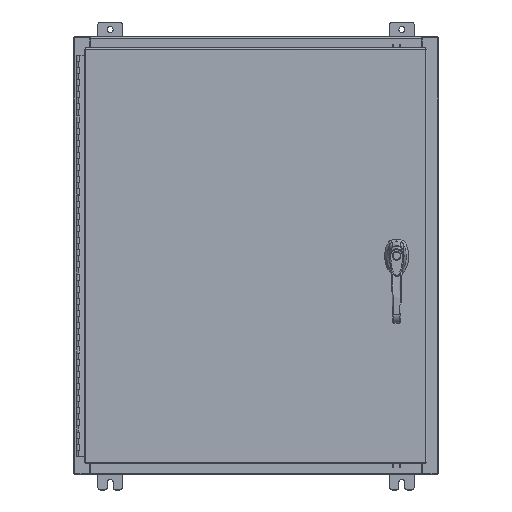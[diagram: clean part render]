
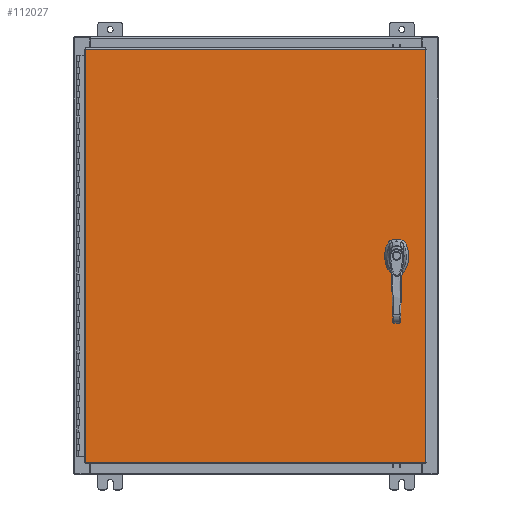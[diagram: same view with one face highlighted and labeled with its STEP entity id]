
A CAD part, top view. The second image highlights one B-rep face of the part: STEP entity #112027.
In plain terms, the highlighted planar face has unit normal (0, 0, 1).
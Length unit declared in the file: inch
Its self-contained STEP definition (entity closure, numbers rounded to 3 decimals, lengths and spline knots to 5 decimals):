
#326 = CARTESIAN_POINT ( 'NONE',  ( -13.9903, 17.0063, 0. ) ) ;
#2360 = ORIENTED_EDGE ( 'NONE', *, *, #27586, .F. ) ;
#2861 = CARTESIAN_POINT ( 'NONE',  ( 11.578, 0., 0. ) ) ;
#4474 = CIRCLE ( 'NONE', #124366, 0.1715 ) ;
#6822 = DIRECTION ( 'NONE',  ( 1., 0., 0. ) ) ;
#8656 = VERTEX_POINT ( 'NONE', #69377 ) ;
#9676 = LINE ( 'NONE', #73200, #80130 ) ;
#9885 = CARTESIAN_POINT ( 'NONE',  ( 13.9903, -17.0063, 0. ) ) ;
#10312 = DIRECTION ( 'NONE',  ( 0., 1., 0. ) ) ;
#10826 = CARTESIAN_POINT ( 'NONE',  ( 11.981, -0.20023, 0. ) ) ;
#12413 = VERTEX_POINT ( 'NONE', #93908 ) ;
#12524 = DIRECTION ( 'NONE',  ( 1., 0., 0. ) ) ;
#14505 = CARTESIAN_POINT ( 'NONE',  ( 11.4065, -1.338, 0. ) ) ;
#15035 = CARTESIAN_POINT ( 'NONE',  ( 11.77823, 0.403, 0. ) ) ;
#15441 = VERTEX_POINT ( 'NONE', #122699 ) ;
#16059 = VECTOR ( 'NONE', #119126, 39.37008 ) ;
#16664 = DIRECTION ( 'NONE',  ( 0., -1., 0. ) ) ;
#16838 = VECTOR ( 'NONE', #90443, 39.37008 ) ;
#18944 = CARTESIAN_POINT ( 'NONE',  ( 11.578, 0., 0. ) ) ;
#18988 = DIRECTION ( 'NONE',  ( -1., 0., 0. ) ) ;
#20001 = CARTESIAN_POINT ( 'NONE',  ( 0., -0.403, 0. ) ) ;
#21149 = AXIS2_PLACEMENT_3D ( 'NONE', #55844, #122988, #65478 ) ;
#25038 = EDGE_CURVE ( 'NONE', #50668, #87937, #33493, .T. ) ;
#25652 = VERTEX_POINT ( 'NONE', #15035 ) ;
#26259 = ORIENTED_EDGE ( 'NONE', *, *, #53626, .F. ) ;
#27586 = EDGE_CURVE ( 'NONE', #25652, #82773, #93298, .T. ) ;
#27631 = EDGE_LOOP ( 'NONE', ( #96566, #75794 ) ) ;
#28561 = DIRECTION ( 'NONE',  ( 1., 0., 0. ) ) ;
#32417 = CARTESIAN_POINT ( 'NONE',  ( -13.9903, 17.0063, 0. ) ) ;
#33493 = LINE ( 'NONE', #112643, #103998 ) ;
#34356 = VERTEX_POINT ( 'NONE', #80883 ) ;
#35776 = DIRECTION ( 'NONE',  ( 0., 0., 1. ) ) ;
#36188 = EDGE_CURVE ( 'NONE', #87937, #8656, #79781, .T. ) ;
#39107 = VECTOR ( 'NONE', #58515, 39.37008 ) ;
#39516 = EDGE_CURVE ( 'NONE', #80863, #111823, #61265, .T. ) ;
#39667 = LINE ( 'NONE', #9885, #110153 ) ;
#39895 = EDGE_CURVE ( 'NONE', #12413, #77905, #65683, .T. ) ;
#40749 = ORIENTED_EDGE ( 'NONE', *, *, #25038, .T. ) ;
#41983 = VERTEX_POINT ( 'NONE', #10826 ) ;
#42649 = CARTESIAN_POINT ( 'NONE',  ( 0., 0.403, 0. ) ) ;
#43662 = DIRECTION ( 'NONE',  ( 0., 0., 1. ) ) ;
#45202 = FACE_BOUND ( 'NONE', #27631, .T. ) ;
#46331 = EDGE_CURVE ( 'NONE', #77905, #12413, #4474, .T. ) ;
#49844 = EDGE_LOOP ( 'NONE', ( #110811, #88502, #40749, #111055 ) ) ;
#50668 = VERTEX_POINT ( 'NONE', #89121 ) ;
#51158 = CIRCLE ( 'NONE', #105441, 0.45 ) ;
#51960 = CARTESIAN_POINT ( 'NONE',  ( 11.981, 0., 0. ) ) ;
#53626 = EDGE_CURVE ( 'NONE', #111823, #34356, #65061, .T. ) ;
#55844 = CARTESIAN_POINT ( 'NONE',  ( 11.578, -1.338, 0. ) ) ;
#58515 = DIRECTION ( 'NONE',  ( 1., 0., 0. ) ) ;
#61265 = LINE ( 'NONE', #112231, #83761 ) ;
#63191 = EDGE_CURVE ( 'NONE', #15441, #41983, #122812, .T. ) ;
#64201 = DIRECTION ( 'NONE',  ( 0., 0., 1. ) ) ;
#64996 = AXIS2_PLACEMENT_3D ( 'NONE', #66709, #113731, #18988 ) ;
#65061 = CIRCLE ( 'NONE', #100455, 0.45 ) ;
#65478 = DIRECTION ( 'NONE',  ( 1., 0., 0. ) ) ;
#65614 = ORIENTED_EDGE ( 'NONE', *, *, #39516, .F. ) ;
#65683 = CIRCLE ( 'NONE', #21149, 0.1715 ) ;
#65805 = VERTEX_POINT ( 'NONE', #73764 ) ;
#66709 = CARTESIAN_POINT ( 'NONE',  ( 0., 0., 0. ) ) ;
#66989 = LINE ( 'NONE', #51960, #16059 ) ;
#67584 = LINE ( 'NONE', #20001, #39107 ) ;
#68364 = ORIENTED_EDGE ( 'NONE', *, *, #81924, .T. ) ;
#69377 = CARTESIAN_POINT ( 'NONE',  ( -13.9903, -17.0063, 0. ) ) ;
#69897 = DIRECTION ( 'NONE',  ( 0., 0., 1. ) ) ;
#70776 = VECTOR ( 'NONE', #78260, 39.37008 ) ;
#71265 = AXIS2_PLACEMENT_3D ( 'NONE', #101095, #43662, #110773 ) ;
#73200 = CARTESIAN_POINT ( 'NONE',  ( -13.9903, -17.0063, 0. ) ) ;
#73764 = CARTESIAN_POINT ( 'NONE',  ( 11.981, 0.20023, 0. ) ) ;
#75478 = EDGE_LOOP ( 'NONE', ( #68364, #90321, #96394, #26259, #65614, #80506, #2360, #90259 ) ) ;
#75749 = VERTEX_POINT ( 'NONE', #95860 ) ;
#75794 = ORIENTED_EDGE ( 'NONE', *, *, #46331, .F. ) ;
#77905 = VERTEX_POINT ( 'NONE', #14505 ) ;
#78260 = DIRECTION ( 'NONE',  ( 0., -1., 0. ) ) ;
#79781 = LINE ( 'NONE', #326, #70776 ) ;
#80130 = VECTOR ( 'NONE', #82822, 39.37008 ) ;
#80506 = ORIENTED_EDGE ( 'NONE', *, *, #113747, .F. ) ;
#80863 = VERTEX_POINT ( 'NONE', #116378 ) ;
#80883 = CARTESIAN_POINT ( 'NONE',  ( 11.37777, -0.403, 0. ) ) ;
#81924 = EDGE_CURVE ( 'NONE', #65805, #41983, #66989, .T. ) ;
#82773 = VERTEX_POINT ( 'NONE', #103634 ) ;
#82822 = DIRECTION ( 'NONE',  ( 1., 0., 0. ) ) ;
#83761 = VECTOR ( 'NONE', #16664, 39.37008 ) ;
#84112 = DIRECTION ( 'NONE',  ( -1., 0., 0. ) ) ;
#84515 = EDGE_CURVE ( 'NONE', #8656, #75749, #9676, .T. ) ;
#85992 = DIRECTION ( 'NONE',  ( 0., 0., 1. ) ) ;
#87623 = AXIS2_PLACEMENT_3D ( 'NONE', #18944, #85992, #28561 ) ;
#87937 = VERTEX_POINT ( 'NONE', #32417 ) ;
#88502 = ORIENTED_EDGE ( 'NONE', *, *, #107270, .T. ) ;
#89121 = CARTESIAN_POINT ( 'NONE',  ( 13.9903, 17.0063, 0. ) ) ;
#90259 = ORIENTED_EDGE ( 'NONE', *, *, #122554, .F. ) ;
#90321 = ORIENTED_EDGE ( 'NONE', *, *, #63191, .F. ) ;
#90443 = DIRECTION ( 'NONE',  ( -1., 0., 0. ) ) ;
#92337 = CARTESIAN_POINT ( 'NONE',  ( 11.175, -0.20023, 0. ) ) ;
#93188 = FACE_OUTER_BOUND ( 'NONE', #49844, .T. ) ;
#93193 = CARTESIAN_POINT ( 'NONE',  ( 11.578, 0., 0. ) ) ;
#93298 = LINE ( 'NONE', #42649, #16838 ) ;
#93908 = CARTESIAN_POINT ( 'NONE',  ( 11.7495, -1.338, 0. ) ) ;
#95860 = CARTESIAN_POINT ( 'NONE',  ( 13.9903, -17.0063, 0. ) ) ;
#96394 = ORIENTED_EDGE ( 'NONE', *, *, #112954, .F. ) ;
#96566 = ORIENTED_EDGE ( 'NONE', *, *, #39895, .F. ) ;
#100455 = AXIS2_PLACEMENT_3D ( 'NONE', #93193, #35776, #102840 ) ;
#101095 = CARTESIAN_POINT ( 'NONE',  ( 11.578, 0., 0. ) ) ;
#102840 = DIRECTION ( 'NONE',  ( 1., 0., 0. ) ) ;
#103634 = CARTESIAN_POINT ( 'NONE',  ( 11.37777, 0.403, 0. ) ) ;
#103998 = VECTOR ( 'NONE', #84112, 39.37008 ) ;
#105441 = AXIS2_PLACEMENT_3D ( 'NONE', #2861, #69897, #12524 ) ;
#106452 = CIRCLE ( 'NONE', #87623, 0.45 ) ;
#107270 = EDGE_CURVE ( 'NONE', #75749, #50668, #39667, .T. ) ;
#110153 = VECTOR ( 'NONE', #10312, 39.37008 ) ;
#110773 = DIRECTION ( 'NONE',  ( 1., 0., 0. ) ) ;
#110811 = ORIENTED_EDGE ( 'NONE', *, *, #84515, .T. ) ;
#111055 = ORIENTED_EDGE ( 'NONE', *, *, #36188, .T. ) ;
#111823 = VERTEX_POINT ( 'NONE', #92337 ) ;
#112027 = ADVANCED_FACE ( 'NONE', ( #45202, #93188, #118792 ), #124224, .F. ) ;
#112231 = CARTESIAN_POINT ( 'NONE',  ( 11.175, 0., 0. ) ) ;
#112643 = CARTESIAN_POINT ( 'NONE',  ( 13.9903, 17.0063, 0. ) ) ;
#112954 = EDGE_CURVE ( 'NONE', #34356, #15441, #67584, .T. ) ;
#113731 = DIRECTION ( 'NONE',  ( 0., 0., -1. ) ) ;
#113747 = EDGE_CURVE ( 'NONE', #82773, #80863, #106452, .T. ) ;
#116378 = CARTESIAN_POINT ( 'NONE',  ( 11.175, 0.20023, 0. ) ) ;
#118792 = FACE_BOUND ( 'NONE', #75478, .T. ) ;
#119126 = DIRECTION ( 'NONE',  ( 0., -1., 0. ) ) ;
#121691 = CARTESIAN_POINT ( 'NONE',  ( 11.578, -1.338, 0. ) ) ;
#122554 = EDGE_CURVE ( 'NONE', #65805, #25652, #51158, .T. ) ;
#122699 = CARTESIAN_POINT ( 'NONE',  ( 11.77823, -0.403, 0. ) ) ;
#122812 = CIRCLE ( 'NONE', #71265, 0.45 ) ;
#122988 = DIRECTION ( 'NONE',  ( 0., 0., 1. ) ) ;
#124224 = PLANE ( 'NONE',  #64996 ) ;
#124366 = AXIS2_PLACEMENT_3D ( 'NONE', #121691, #64201, #6822 ) ;
